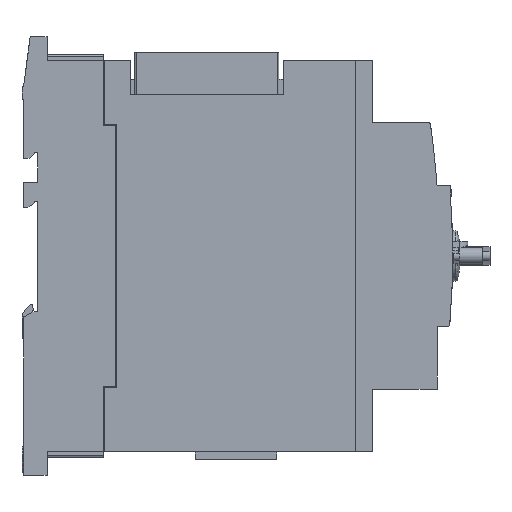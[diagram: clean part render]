
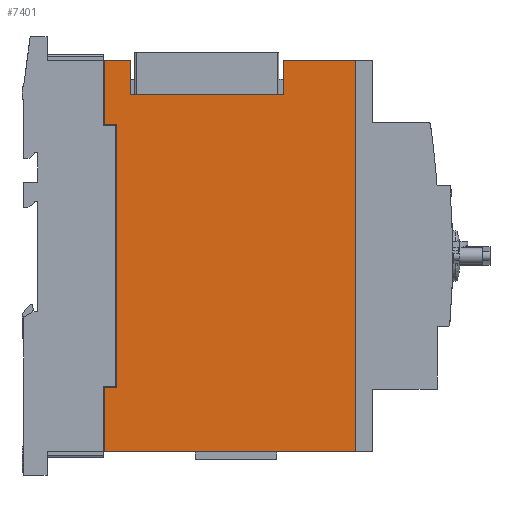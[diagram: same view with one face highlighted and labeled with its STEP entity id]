
A CAD part, left-side view. The second image highlights one B-rep face of the part: STEP entity #7401.
In plain terms, the highlighted planar face has unit normal (-1, 0, 0).
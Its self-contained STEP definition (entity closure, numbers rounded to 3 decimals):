
#5493=VERTEX_POINT('',#15380);
#5661=VERTEX_POINT('',#15569);
#6267=EDGE_CURVE('',#6963,#11543,#16232,.T.);
#6789=EDGE_CURVE('',#14643,#7233,#16809,.T.);
#6797=VERTEX_POINT('',#16818);
#6961=EDGE_CURVE('',#9655,#14055,#16996,.T.);
#6963=VERTEX_POINT('',#16998);
#7233=VERTEX_POINT('',#17297);
#7257=EDGE_CURVE('',#10137,#5493,#17322,.T.);
#7401=ADVANCED_FACE('',(#17481),#17482,.F.);
#7461=EDGE_CURVE('',#8251,#9495,#17547,.T.);
#7715=EDGE_CURVE('',#11543,#5661,#17825,.T.);
#8251=VERTEX_POINT('',#18406);
#8307=EDGE_CURVE('',#10137,#11605,#18467,.T.);
#8643=EDGE_CURVE('',#11605,#9287,#18833,.T.);
#9287=VERTEX_POINT('',#19538);
#9355=EDGE_CURVE('',#14055,#6963,#19614,.T.);
#9495=VERTEX_POINT('',#19766);
#9497=EDGE_CURVE('',#6797,#5493,#19768,.T.);
#9655=VERTEX_POINT('',#19940);
#9841=EDGE_CURVE('',#8251,#5661,#20142,.T.);
#10137=VERTEX_POINT('',#20475);
#10967=EDGE_CURVE('',#6797,#14643,#21377,.T.);
#11169=EDGE_CURVE('',#9287,#9655,#21605,.T.);
#11543=VERTEX_POINT('',#22019);
#11581=EDGE_CURVE('',#7233,#9495,#22062,.T.);
#11605=VERTEX_POINT('',#22087);
#14055=VERTEX_POINT('',#24767);
#14643=VERTEX_POINT('',#25411);
#15380=CARTESIAN_POINT('',(-27.375,-25.7,62.5));
#15569=CARTESIAN_POINT('',(-27.375,-106.0,-62.5));
#16232=LINE('',#27646,#27647);
#16809=LINE('',#28446,#28447);
#16818=CARTESIAN_POINT('',(-27.375,-25.7,42.0));
#16996=LINE('',#28700,#28701);
#16998=CARTESIAN_POINT('',(-27.375,-106.0,62.499));
#17297=CARTESIAN_POINT('',(-27.375,-29.7,-42.0));
#17322=LINE('',#29150,#29151);
#17481=FACE_OUTER_BOUND('',#29370,.T.);
#17482=PLANE('',#29371);
#17547=LINE('',#29465,#29466);
#17825=LINE('',#29864,#29865);
#18406=CARTESIAN_POINT('',(-27.375,-25.7,-62.5));
#18467=LINE('',#30783,#30784);
#18833=LINE('',#31326,#31327);
#19538=CARTESIAN_POINT('',(-27.375,-82.95,51.5));
#19614=LINE('',#32485,#32486);
#19766=CARTESIAN_POINT('',(-27.375,-25.7,-42.0));
#19768=LINE('',#32706,#32707);
#19940=CARTESIAN_POINT('',(-27.375,-82.95,62.5));
#20142=LINE('',#33247,#33248);
#20475=CARTESIAN_POINT('',(-27.375,-34.05,62.5));
#21377=LINE('',#35008,#35009);
#21605=LINE('',#35320,#35321);
#22019=CARTESIAN_POINT('',(-27.375,-106.0,-62.499));
#22062=LINE('',#35958,#35959);
#22087=CARTESIAN_POINT('',(-27.375,-34.05,51.5));
#24767=CARTESIAN_POINT('',(-27.375,-106.0,62.5));
#25411=CARTESIAN_POINT('',(-27.375,-29.7,42.0));
#27646=CARTESIAN_POINT('',(-27.375,-106.0,0.85));
#27647=VECTOR('',#42381,1.0);
#28446=CARTESIAN_POINT('',(-27.375,-29.7,21.0));
#28447=VECTOR('',#43152,1.0);
#28700=CARTESIAN_POINT('',(-27.375,-94.475,62.5));
#28701=VECTOR('',#43336,1.0);
#29150=CARTESIAN_POINT('',(-27.375,-29.875,62.5));
#29151=VECTOR('',#43726,1.0);
#29370=EDGE_LOOP('',(#43895,#43896,#43897,#43898,#43899,#43900,#43901,#43902,#43903,#43904,#43905,#43906,#43907,#43908));
#29371=AXIS2_PLACEMENT_3D('',#43909,#43910,#43911);
#29465=CARTESIAN_POINT('',(-27.375,-25.7,0.0));
#29466=VECTOR('',#43975,1.0);
#29864=CARTESIAN_POINT('',(-27.375,-106.0,0.85));
#29865=VECTOR('',#44321,1.0);
#30783=CARTESIAN_POINT('',(-27.375,-34.05,0.0));
#30784=VECTOR('',#45003,1.0);
#31326=CARTESIAN_POINT('',(-27.375,-25.7,51.5));
#31327=VECTOR('',#45405,1.0);
#32485=CARTESIAN_POINT('',(-27.375,-106.0,0.85));
#32486=VECTOR('',#46254,1.0);
#32706=CARTESIAN_POINT('',(-27.375,-25.7,0.0));
#32707=VECTOR('',#46411,1.0);
#33247=CARTESIAN_POINT('',(-27.375,-25.7,-62.5));
#33248=VECTOR('',#46822,1.0);
#35008=CARTESIAN_POINT('',(-27.375,-27.788,42.0));
#35009=VECTOR('',#48191,1.0);
#35320=CARTESIAN_POINT('',(-27.375,-82.95,0.85));
#35321=VECTOR('',#48456,1.0);
#35958=CARTESIAN_POINT('',(-27.375,-29.788,-42.0));
#35959=VECTOR('',#48926,1.0);
#42381=DIRECTION('',(0.0,0.0,-1.0));
#43152=DIRECTION('',(0.0,0.0,-1.0));
#43336=DIRECTION('',(0.0,-1.0,0.0));
#43726=DIRECTION('',(0.0,1.0,0.0));
#43895=ORIENTED_EDGE('',*,*,#11581,.T.);
#43896=ORIENTED_EDGE('',*,*,#7461,.F.);
#43897=ORIENTED_EDGE('',*,*,#9841,.T.);
#43898=ORIENTED_EDGE('',*,*,#7715,.F.);
#43899=ORIENTED_EDGE('',*,*,#6267,.F.);
#43900=ORIENTED_EDGE('',*,*,#9355,.F.);
#43901=ORIENTED_EDGE('',*,*,#6961,.F.);
#43902=ORIENTED_EDGE('',*,*,#11169,.F.);
#43903=ORIENTED_EDGE('',*,*,#8643,.F.);
#43904=ORIENTED_EDGE('',*,*,#8307,.F.);
#43905=ORIENTED_EDGE('',*,*,#7257,.T.);
#43906=ORIENTED_EDGE('',*,*,#9497,.F.);
#43907=ORIENTED_EDGE('',*,*,#10967,.T.);
#43908=ORIENTED_EDGE('',*,*,#6789,.T.);
#43909=CARTESIAN_POINT('',(-27.375,-29.875,0.0));
#43910=DIRECTION('',(1.0,0.0,0.0));
#43911=DIRECTION('',(0.0,1.0,0.0));
#43975=DIRECTION('',(0.0,0.0,1.0));
#44321=DIRECTION('',(0.0,0.0,-1.0));
#45003=DIRECTION('',(0.0,0.0,-1.0));
#45405=DIRECTION('',(0.0,-1.0,0.0));
#46254=DIRECTION('',(0.0,0.0,-1.0));
#46411=DIRECTION('',(0.0,0.0,1.0));
#46822=DIRECTION('',(0.0,-1.0,0.0));
#48191=DIRECTION('',(0.0,-1.0,0.0));
#48456=DIRECTION('',(0.0,0.0,1.0));
#48926=DIRECTION('',(-0.0,1.0,0.0));
